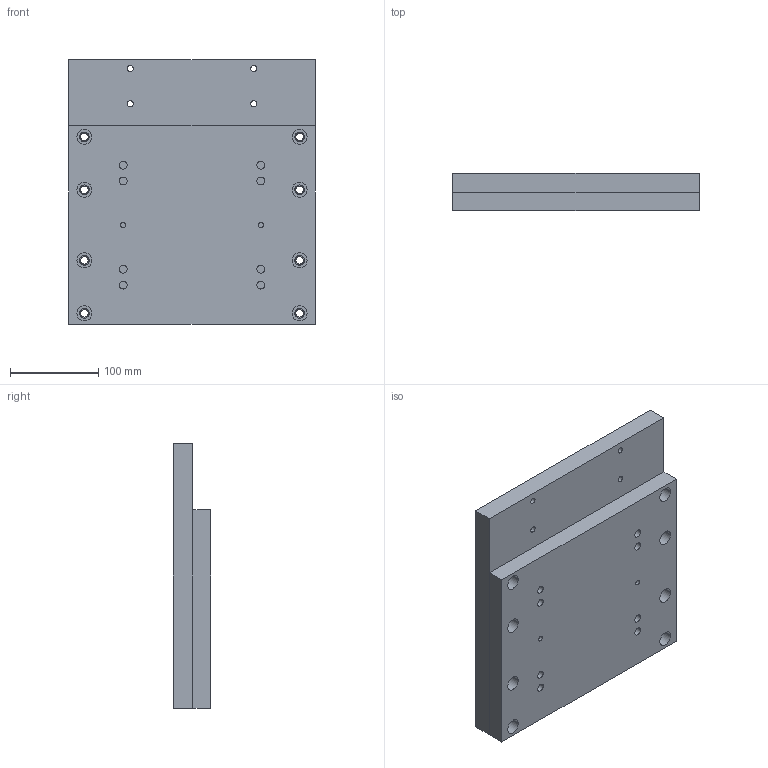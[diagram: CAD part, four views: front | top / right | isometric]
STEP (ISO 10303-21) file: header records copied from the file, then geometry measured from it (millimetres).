
FILE_DESCRIPTION(('FreeCAD Model'),'2;1');
FILE_NAME('Open CASCADE Shape Model','2025-08-19T13:46:39',(''),(''), 'Open CASCADE STEP processor 7.6','FreeCAD','Unknown');
FILE_SCHEMA(('AUTOMOTIVE_DESIGN { 1 0 10303 214 1 1 1 1 }'));
Length unit declared in the file: millimetre
Products named in the file (1): X
Bounding box: 280 x 42 x 300 mm (x, y, z)
Volume: 3026246 mm3; surface area: 362477.4 mm2
Topology: 2 solids, 2 shells, 168 faces, 416 edges, 274 vertices
Faces by surface type: cylinder 128, plane 36, cone 4
Entity records: 11265 total; most frequent: CARTESIAN_POINT 2783, DIRECTION 1670, ORIENTED_EDGE 824, PCURVE 824, DEFINITIONAL_REPRESENTATION 824, LINE 720, VECTOR 720, AXIS2_PLACEMENT_3D 425
